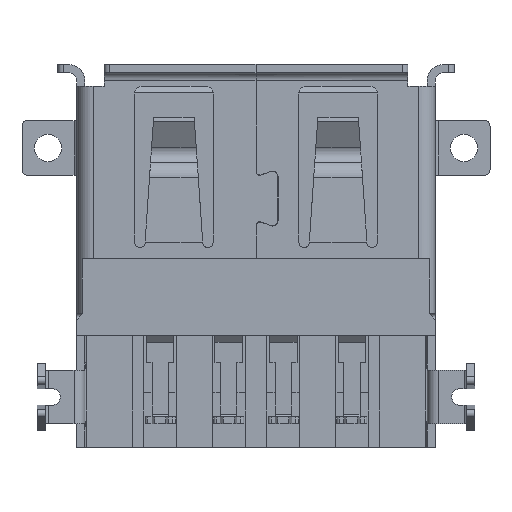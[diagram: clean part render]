
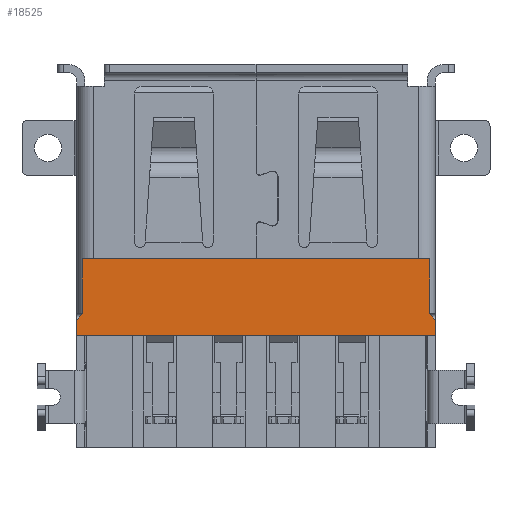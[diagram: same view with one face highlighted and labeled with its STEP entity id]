
A CAD part, front view. The second image highlights one B-rep face of the part: STEP entity #18525.
In plain terms, the highlighted planar face has unit normal (0, -1, 0).
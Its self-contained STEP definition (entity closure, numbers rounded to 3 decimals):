
#6648=DIRECTION('',(1.,0.,0.));
#6649=VECTOR('',#6648,13.1);
#6650=CARTESIAN_POINT('',(-6.55,-3.63,-2.5));
#6651=LINE('',#6650,#6649);
#6652=DIRECTION('',(0.,0.,-1.));
#6653=VECTOR('',#6652,0.55);
#6654=CARTESIAN_POINT('',(-6.55,-3.63,-1.95));
#6655=LINE('',#6654,#6653);
#6656=DIRECTION('',(-0.625,0.,-0.781));
#6657=VECTOR('',#6656,0.32);
#6658=CARTESIAN_POINT('',(-6.35,-3.63,-1.7));
#6659=LINE('',#6658,#6657);
#6660=DIRECTION('',(0.,0.,-1.));
#6661=VECTOR('',#6660,2.);
#6662=CARTESIAN_POINT('',(-6.35,-3.63,0.3));
#6663=LINE('',#6662,#6661);
#6664=DIRECTION('',(-1.,0.,0.));
#6665=VECTOR('',#6664,12.7);
#6666=CARTESIAN_POINT('',(6.35,-3.63,0.3));
#6667=LINE('',#6666,#6665);
#6668=DIRECTION('',(0.,0.,1.));
#6669=VECTOR('',#6668,2.);
#6670=CARTESIAN_POINT('',(6.35,-3.63,-1.7));
#6671=LINE('',#6670,#6669);
#6672=DIRECTION('',(-0.625,0.,0.781));
#6673=VECTOR('',#6672,0.32);
#6674=CARTESIAN_POINT('',(6.55,-3.63,-1.95));
#6675=LINE('',#6674,#6673);
#6676=DIRECTION('',(0.,0.,1.));
#6677=VECTOR('',#6676,0.55);
#6678=CARTESIAN_POINT('',(6.55,-3.63,-2.5));
#6679=LINE('',#6678,#6677);
#9060=CARTESIAN_POINT('',(-6.55,-3.63,-2.5));
#9061=CARTESIAN_POINT('',(6.55,-3.63,-2.5));
#9062=VERTEX_POINT('',#9060);
#9063=VERTEX_POINT('',#9061);
#9064=CARTESIAN_POINT('',(6.55,-3.63,-1.95));
#9065=VERTEX_POINT('',#9064);
#9066=CARTESIAN_POINT('',(6.35,-3.63,-1.7));
#9067=VERTEX_POINT('',#9066);
#9068=CARTESIAN_POINT('',(6.35,-3.63,0.3));
#9069=VERTEX_POINT('',#9068);
#9070=CARTESIAN_POINT('',(-6.35,-3.63,0.3));
#9071=VERTEX_POINT('',#9070);
#9072=CARTESIAN_POINT('',(-6.35,-3.63,-1.7));
#9073=VERTEX_POINT('',#9072);
#9074=CARTESIAN_POINT('',(-6.55,-3.63,-1.95));
#9075=VERTEX_POINT('',#9074);
#18507=CARTESIAN_POINT('',(0.,-3.63,0.));
#18508=DIRECTION('',(0.,-1.,0.));
#18509=DIRECTION('',(1.,0.,0.));
#18510=AXIS2_PLACEMENT_3D('',#18507,#18508,#18509);
#18511=PLANE('',#18510);
#18512=ORIENTED_EDGE('',*,*,#11281,.F.);
#18513=ORIENTED_EDGE('',*,*,#9667,.F.);
#18515=ORIENTED_EDGE('',*,*,#18514,.F.);
#18517=ORIENTED_EDGE('',*,*,#18516,.F.);
#18519=ORIENTED_EDGE('',*,*,#18518,.F.);
#18520=ORIENTED_EDGE('',*,*,#18487,.F.);
#18521=ORIENTED_EDGE('',*,*,#18501,.F.);
#18522=ORIENTED_EDGE('',*,*,#10848,.F.);
#18523=EDGE_LOOP('',(#18512,#18513,#18515,#18517,#18519,#18520,#18521,#18522));
#18524=FACE_OUTER_BOUND('',#18523,.F.);
#18525=ADVANCED_FACE('',(#18524),#18511,.T.);
#9667=EDGE_CURVE('',#9075,#9062,#6655,.T.);
#10848=EDGE_CURVE('',#9063,#9065,#6679,.T.);
#11281=EDGE_CURVE('',#9062,#9063,#6651,.T.);
#18487=EDGE_CURVE('',#9067,#9069,#6671,.T.);
#18501=EDGE_CURVE('',#9065,#9067,#6675,.T.);
#18514=EDGE_CURVE('',#9073,#9075,#6659,.T.);
#18516=EDGE_CURVE('',#9071,#9073,#6663,.T.);
#18518=EDGE_CURVE('',#9069,#9071,#6667,.T.);
